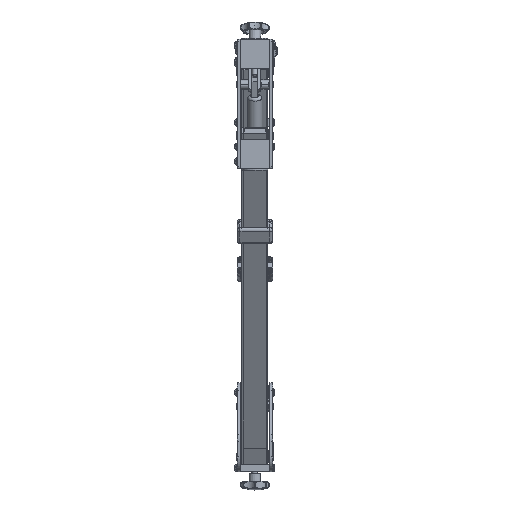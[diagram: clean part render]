
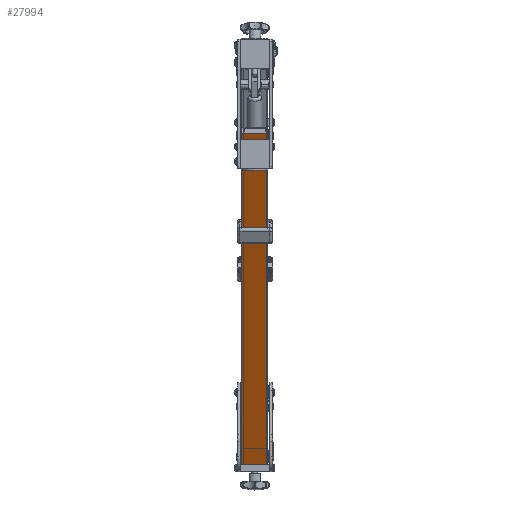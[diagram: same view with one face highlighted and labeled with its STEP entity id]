
A CAD part, left-side view. The second image highlights one B-rep face of the part: STEP entity #27994.
In plain terms, the highlighted planar face has unit normal (-0.866, 0, -0.5).
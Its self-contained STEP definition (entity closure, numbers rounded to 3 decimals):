
#1674=LINE('',#48016,#3369);
#1676=LINE('',#48021,#3371);
#1677=LINE('',#48022,#3372);
#1678=LINE('',#48023,#3373);
#3369=VECTOR('',#35736,1.378);
#3371=VECTOR('',#35740,1.378);
#3372=VECTOR('',#35741,20.276);
#3373=VECTOR('',#35742,20.276);
#4808=PLANE('',#30723);
#7096=FACE_OUTER_BOUND('',#9405,.T.);
#9405=EDGE_LOOP('',(#21036,#21037,#21038,#21039));
#13426=VERTEX_POINT('',#48013);
#13427=VERTEX_POINT('',#48015);
#13428=VERTEX_POINT('',#48019);
#13429=VERTEX_POINT('',#48020);
#16287=EDGE_CURVE('',#13427,#13426,#1674,.T.);
#16289=EDGE_CURVE('',#13428,#13429,#1676,.T.);
#16290=EDGE_CURVE('',#13427,#13429,#1677,.T.);
#16291=EDGE_CURVE('',#13428,#13426,#1678,.T.);
#21036=ORIENTED_EDGE('',*,*,#16289,.T.);
#21037=ORIENTED_EDGE('',*,*,#16290,.F.);
#21038=ORIENTED_EDGE('',*,*,#16287,.T.);
#21039=ORIENTED_EDGE('',*,*,#16291,.F.);
#27994=ADVANCED_FACE('',(#7096),#4808,.T.);
#30723=AXIS2_PLACEMENT_3D('',#48018,#35738,#35739);
#35736=DIRECTION('',(0.,1.,0.));
#35738=DIRECTION('center_axis',(-0.866,0.,
-0.5));
#35739=DIRECTION('ref_axis',(0.5,0.,-0.866));
#35740=DIRECTION('',(0.,-1.,0.));
#35741=DIRECTION('',(0.5,0.,-0.866));
#35742=DIRECTION('',(-0.5,0.,0.866));
#48013=CARTESIAN_POINT('',(-13.702,0.926,6.424));
#48015=CARTESIAN_POINT('',(-13.702,-0.452,6.424));
#48016=CARTESIAN_POINT('',(-13.702,-0.452,6.424));
#48018=CARTESIAN_POINT('Origin',(-8.633,0.926,-2.356));
#48019=CARTESIAN_POINT('',(-3.564,0.926,-11.135));
#48020=CARTESIAN_POINT('',(-3.564,-0.452,-11.135));
#48021=CARTESIAN_POINT('',(-3.564,-0.452,-11.135));
#48022=CARTESIAN_POINT('',(-8.633,-0.452,-2.356));
#48023=CARTESIAN_POINT('',(-8.633,0.926,-2.356));
